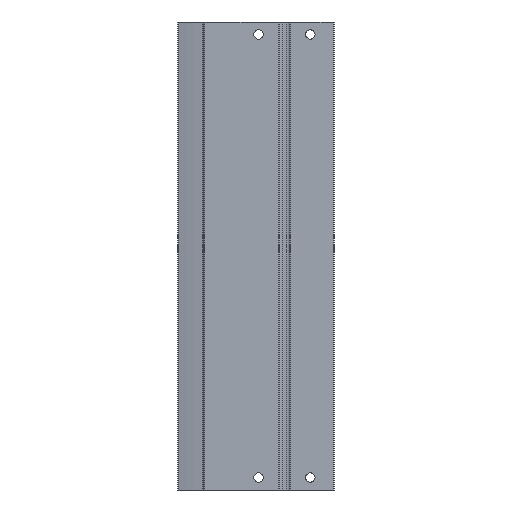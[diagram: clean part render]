
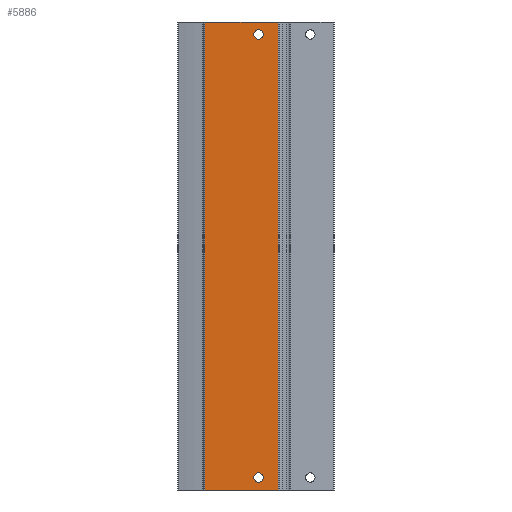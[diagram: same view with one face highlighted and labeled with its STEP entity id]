
A CAD part, front view. The second image highlights one B-rep face of the part: STEP entity #5886.
In plain terms, the highlighted planar face has unit normal (0, -1, 0).
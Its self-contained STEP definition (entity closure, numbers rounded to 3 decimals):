
#311=PLANE('',#6363);
#500=CIRCLE('',#6364,2.25);
#501=CIRCLE('',#6365,2.25);
#940=ORIENTED_EDGE('',*,*,#2428,.F.);
#941=ORIENTED_EDGE('',*,*,#2429,.F.);
#942=ORIENTED_EDGE('',*,*,#2430,.F.);
#943=ORIENTED_EDGE('',*,*,#2427,.F.);
#944=ORIENTED_EDGE('',*,*,#2431,.T.);
#945=ORIENTED_EDGE('',*,*,#2432,.T.);
#2427=EDGE_CURVE('',#3168,#3167,#3717,.T.);
#2428=EDGE_CURVE('',#3169,#3169,#500,.T.);
#2429=EDGE_CURVE('',#3170,#3170,#501,.T.);
#2430=EDGE_CURVE('',#3167,#3171,#3718,.T.);
#2431=EDGE_CURVE('',#3168,#3172,#3719,.T.);
#2432=EDGE_CURVE('',#3172,#3171,#3720,.T.);
#3167=VERTEX_POINT('',#9478);
#3168=VERTEX_POINT('',#9480);
#3169=VERTEX_POINT('',#9484);
#3170=VERTEX_POINT('',#9486);
#3171=VERTEX_POINT('',#9488);
#3172=VERTEX_POINT('',#9490);
#3717=LINE('',#9481,#4087);
#3718=LINE('',#9487,#4088);
#3719=LINE('',#9489,#4089);
#3720=LINE('',#9491,#4090);
#4087=VECTOR('',#7180,1000.);
#4088=VECTOR('',#7187,1000.);
#4089=VECTOR('',#7188,1000.);
#4090=VECTOR('',#7189,1000.);
#4468=EDGE_LOOP('',(#940));
#4469=EDGE_LOOP('',(#941));
#4470=EDGE_LOOP('',(#942,#943,#944,#945));
#5120=FACE_BOUND('',#4468,.T.);
#5121=FACE_BOUND('',#4469,.T.);
#5122=FACE_BOUND('',#4470,.T.);
#5886=ADVANCED_FACE('',(#5120,#5121,#5122),#311,.T.);
#6363=AXIS2_PLACEMENT_3D('',#9482,#7181,#7182);
#6364=AXIS2_PLACEMENT_3D('',#9483,#7183,#7184);
#6365=AXIS2_PLACEMENT_3D('',#9485,#7185,#7186);
#7180=DIRECTION('',(0.,0.,1.));
#7181=DIRECTION('',(0.,-1.,0.));
#7182=DIRECTION('',(0.,0.,-1.));
#7183=DIRECTION('',(0.,-1.,0.));
#7184=DIRECTION('',(0.,0.,-1.));
#7185=DIRECTION('',(0.,-1.,0.));
#7186=DIRECTION('',(0.,0.,-1.));
#7187=DIRECTION('',(1.,0.,0.));
#7188=DIRECTION('',(1.,0.,0.));
#7189=DIRECTION('',(0.,0.,1.));
#9478=CARTESIAN_POINT('',(-38.5,0.,0.));
#9480=CARTESIAN_POINT('',(-38.5,0.,-226.));
#9481=CARTESIAN_POINT('',(-38.5,0.,-226.));
#9482=CARTESIAN_POINT('',(-38.5,0.,-226.));
#9483=CARTESIAN_POINT('',(-12.5,0.,-220.));
#9484=CARTESIAN_POINT('',(-12.5,0.,-222.25));
#9485=CARTESIAN_POINT('',(-12.5,0.,-6.));
#9486=CARTESIAN_POINT('',(-12.5,0.,-8.25));
#9487=CARTESIAN_POINT('',(-38.5,0.,0.));
#9488=CARTESIAN_POINT('',(-3.,0.,0.));
#9489=CARTESIAN_POINT('',(-38.5,0.,-226.));
#9490=CARTESIAN_POINT('',(-3.,0.,-226.));
#9491=CARTESIAN_POINT('',(-3.,0.,-226.));
